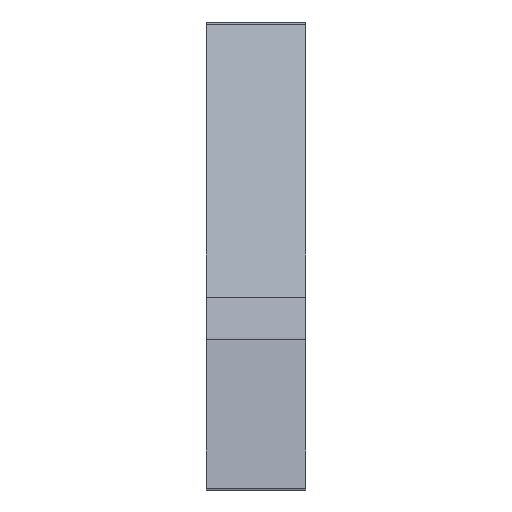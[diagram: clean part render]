
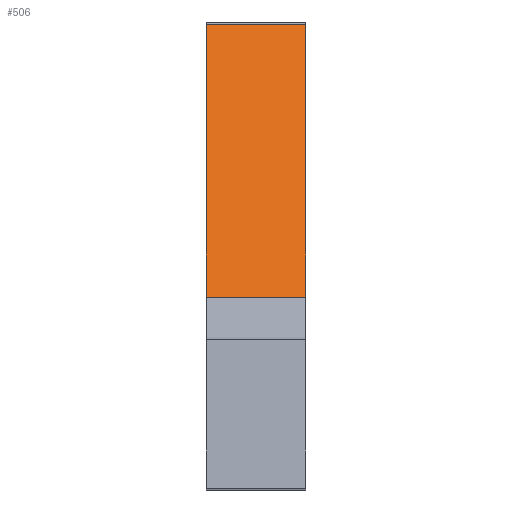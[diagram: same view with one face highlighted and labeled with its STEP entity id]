
A CAD part, top view. The second image highlights one B-rep face of the part: STEP entity #506.
In plain terms, the highlighted planar face has unit normal (0, 0.766, 0.643).
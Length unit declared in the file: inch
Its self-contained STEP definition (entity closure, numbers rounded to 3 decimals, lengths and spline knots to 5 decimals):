
#60 = FACE_OUTER_BOUND ( 'NONE', #289, .T. ) ;
#71 = CARTESIAN_POINT ( 'NONE',  ( 1.625, 1.16963, 1.61287 ) ) ;
#108 = EDGE_CURVE ( 'NONE', #178, #670, #759, .T. ) ;
#126 = AXIS2_PLACEMENT_3D ( 'NONE', #734, #184, #193 ) ;
#142 = VERTEX_POINT ( 'NONE', #739 ) ;
#178 = VERTEX_POINT ( 'NONE', #620 ) ;
#182 = VERTEX_POINT ( 'NONE', #71 ) ;
#184 = DIRECTION ( 'NONE',  ( 0., -0.766, -0.643 ) ) ;
#193 = DIRECTION ( 'NONE',  ( 0., 0.643, -0.766 ) ) ;
#199 = EDGE_CURVE ( 'NONE', #182, #142, #214, .T. ) ;
#201 = LINE ( 'NONE', #260, #649 ) ;
#214 = LINE ( 'NONE', #693, #526 ) ;
#218 = EDGE_CURVE ( 'NONE', #182, #178, #689, .T. ) ;
#260 = CARTESIAN_POINT ( 'NONE',  ( 1.625, 0.48396, 2.43002 ) ) ;
#265 = CARTESIAN_POINT ( 'NONE',  ( 1.375, 1.20409, 1.5718 ) ) ;
#289 = EDGE_LOOP ( 'NONE', ( #381, #477, #355, #450 ) ) ;
#295 = PLANE ( 'NONE',  #126 ) ;
#309 = CARTESIAN_POINT ( 'NONE',  ( 1.375, 0.48396, 2.43002 ) ) ;
#355 = ORIENTED_EDGE ( 'NONE', *, *, #199, .F. ) ;
#380 = DIRECTION ( 'NONE',  ( 0., -0.643, 0.766 ) ) ;
#381 = ORIENTED_EDGE ( 'NONE', *, *, #108, .T. ) ;
#450 = ORIENTED_EDGE ( 'NONE', *, *, #218, .T. ) ;
#453 = DIRECTION ( 'NONE',  ( -1., 0., 0. ) ) ;
#477 = ORIENTED_EDGE ( 'NONE', *, *, #616, .T. ) ;
#506 = ADVANCED_FACE ( 'NONE', ( #60 ), #295, .F. ) ;
#515 = DIRECTION ( 'NONE',  ( 1., 0., 0. ) ) ;
#520 = CARTESIAN_POINT ( 'NONE',  ( 1.625, 1.16963, 1.61287 ) ) ;
#526 = VECTOR ( 'NONE', #752, 39.37008 ) ;
#616 = EDGE_CURVE ( 'NONE', #670, #142, #201, .T. ) ;
#620 = CARTESIAN_POINT ( 'NONE',  ( 1.375, 1.16963, 1.61287 ) ) ;
#649 = VECTOR ( 'NONE', #515, 39.37008 ) ;
#665 = VECTOR ( 'NONE', #453, 39.37008 ) ;
#670 = VERTEX_POINT ( 'NONE', #309 ) ;
#689 = LINE ( 'NONE', #520, #665 ) ;
#693 = CARTESIAN_POINT ( 'NONE',  ( 1.625, 1.20409, 1.5718 ) ) ;
#716 = VECTOR ( 'NONE', #380, 39.37008 ) ;
#734 = CARTESIAN_POINT ( 'NONE',  ( 1.625, 1.20409, 1.5718 ) ) ;
#739 = CARTESIAN_POINT ( 'NONE',  ( 1.625, 0.48396, 2.43002 ) ) ;
#752 = DIRECTION ( 'NONE',  ( 0., -0.643, 0.766 ) ) ;
#759 = LINE ( 'NONE', #265, #716 ) ;
